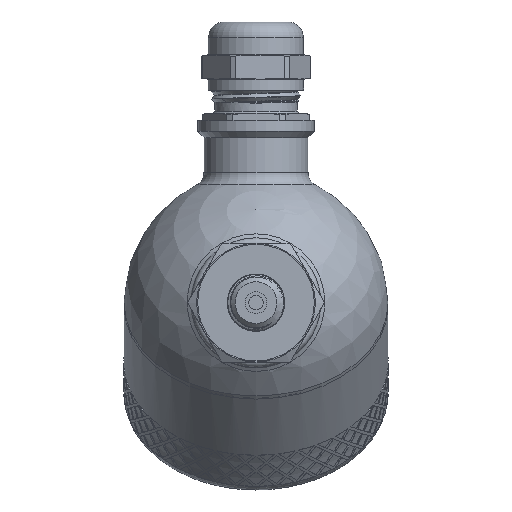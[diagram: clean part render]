
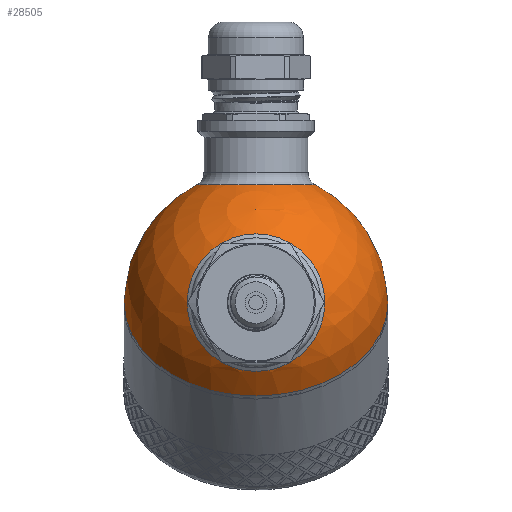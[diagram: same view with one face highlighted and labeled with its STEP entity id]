
A CAD part, left-side view. The second image highlights one B-rep face of the part: STEP entity #28505.
In plain terms, the highlighted spherical face has radius 30 mm.
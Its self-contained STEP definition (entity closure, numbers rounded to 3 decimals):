
#145=SPHERICAL_SURFACE('',#30284,30.);
#243=FACE_BOUND('',#4163,.T.);
#244=FACE_BOUND('',#4164,.T.);
#2334=FACE_OUTER_BOUND('',#4162,.T.);
#4162=EDGE_LOOP('',(#20498,#20499,#20500,#20501));
#4163=EDGE_LOOP('',(#20502));
#4164=EDGE_LOOP('',(#20503));
#5892=CIRCLE('',#30206,30.);
#5893=CIRCLE('',#30207,30.);
#5920=CIRCLE('',#30280,13.5);
#5923=CIRCLE('',#30285,30.);
#5924=CIRCLE('',#30286,15.643);
#11231=VERTEX_POINT('',#38946);
#11232=VERTEX_POINT('',#38948);
#11731=VERTEX_POINT('',#45335);
#11733=VERTEX_POINT('',#45342);
#11734=VERTEX_POINT('',#45344);
#14289=EDGE_CURVE('',#11231,#11232,#5892,.T.);
#14290=EDGE_CURVE('',#11232,#11231,#5893,.T.);
#15041=EDGE_CURVE('',#11731,#11731,#5920,.T.);
#15044=EDGE_CURVE('',#11232,#11733,#5923,.T.);
#15045=EDGE_CURVE('',#11734,#11734,#5924,.T.);
#20498=ORIENTED_EDGE('',*,*,#14290,.F.);
#20499=ORIENTED_EDGE('',*,*,#15044,.T.);
#20500=ORIENTED_EDGE('',*,*,#15044,.F.);
#20501=ORIENTED_EDGE('',*,*,#14289,.F.);
#20502=ORIENTED_EDGE('',*,*,#15045,.F.);
#20503=ORIENTED_EDGE('',*,*,#15041,.F.);
#28505=ADVANCED_FACE('',(#2334,#243,#244),#145,.T.);
#30206=AXIS2_PLACEMENT_3D('',#38949,#31770,#31771);
#30207=AXIS2_PLACEMENT_3D('',#38950,#31772,#31773);
#30280=AXIS2_PLACEMENT_3D('',#45336,#32182,#32183);
#30284=AXIS2_PLACEMENT_3D('',#45341,#32190,#32191);
#30285=AXIS2_PLACEMENT_3D('',#45343,#32192,#32193);
#30286=AXIS2_PLACEMENT_3D('',#45345,#32194,#32195);
#31770=DIRECTION('center_axis',(1.,0.,0.));
#31771=DIRECTION('ref_axis',(0.,1.,0.));
#31772=DIRECTION('center_axis',(1.,0.,0.));
#31773=DIRECTION('ref_axis',(0.,1.,0.));
#32182=DIRECTION('center_axis',(-0.707,0.,-0.707));
#32183=DIRECTION('ref_axis',(-0.707,0.,0.707));
#32190=DIRECTION('center_axis',(1.,0.,0.));
#32191=DIRECTION('ref_axis',(0.,-1.,0.));
#32192=DIRECTION('center_axis',(0.,0.,1.));
#32193=DIRECTION('ref_axis',(0.,1.,0.));
#32194=DIRECTION('center_axis',(-0.707,0.,0.707));
#32195=DIRECTION('ref_axis',(0.707,0.,0.707));
#38946=CARTESIAN_POINT('',(0.,-30.,0.));
#38948=CARTESIAN_POINT('',(0.,30.,0.));
#38949=CARTESIAN_POINT('Origin',(0.,0.,0.));
#38950=CARTESIAN_POINT('Origin',(0.,0.,0.));
#45335=CARTESIAN_POINT('',(-9.398,0.,-28.49));
#45336=CARTESIAN_POINT('Origin',(-18.944,0.,-18.944));
#45341=CARTESIAN_POINT('Origin',(0.,0.,0.));
#45342=CARTESIAN_POINT('',(-30.,0.,0.));
#45343=CARTESIAN_POINT('Origin',(0.,0.,0.));
#45344=CARTESIAN_POINT('',(-29.162,0.,7.04));
#45345=CARTESIAN_POINT('Origin',(-18.101,0.,18.101));
